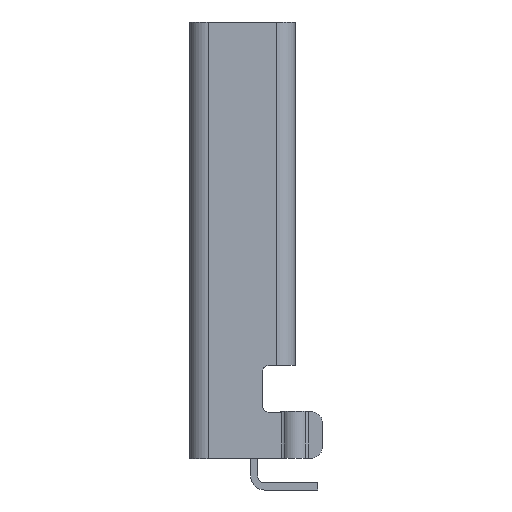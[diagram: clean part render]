
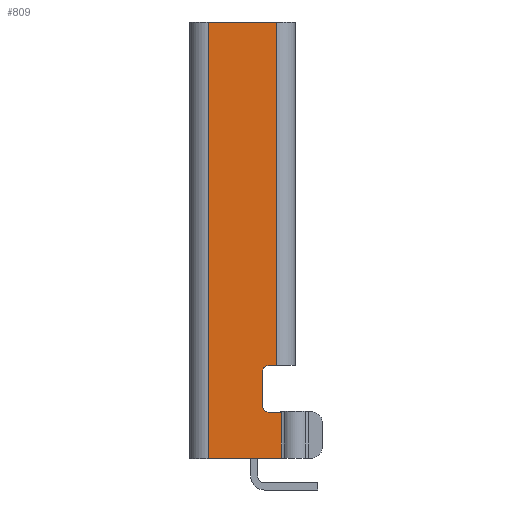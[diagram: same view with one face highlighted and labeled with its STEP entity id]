
A CAD part, left-side view. The second image highlights one B-rep face of the part: STEP entity #809.
In plain terms, the highlighted planar face has unit normal (-1, 0, 0).
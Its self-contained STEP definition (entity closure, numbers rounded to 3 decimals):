
#153 = VERTEX_POINT ( 'NONE', #3888 ) ;
#168 = EDGE_CURVE ( 'NONE', #186, #153, #3909, .T. ) ;
#186 = VERTEX_POINT ( 'NONE', #3961 ) ;
#611 = VERTEX_POINT ( 'NONE', #5163 ) ;
#696 = EDGE_CURVE ( 'NONE', #697, #611, #5370, .T. ) ;
#697 = VERTEX_POINT ( 'NONE', #5366 ) ;
#750 = VERTEX_POINT ( 'NONE', #5421 ) ;
#752 = EDGE_CURVE ( 'NONE', #753, #750, #5420, .T. ) ;
#753 = VERTEX_POINT ( 'NONE', #5416 ) ;
#793 = ORIENTED_EDGE ( 'NONE', *, *, #794, .T. ) ;
#794 = EDGE_CURVE ( 'NONE', #881, #795, #5528, .T. ) ;
#795 = VERTEX_POINT ( 'NONE', #5524 ) ;
#796 = ORIENTED_EDGE ( 'NONE', *, *, #797, .T. ) ;
#797 = EDGE_CURVE ( 'NONE', #795, #798, #5523, .T. ) ;
#798 = VERTEX_POINT ( 'NONE', #5519 ) ;
#799 = ORIENTED_EDGE ( 'NONE', *, *, #800, .F. ) ;
#800 = EDGE_CURVE ( 'NONE', #801, #798, #5518, .T. ) ;
#801 = VERTEX_POINT ( 'NONE', #5514 ) ;
#802 = ORIENTED_EDGE ( 'NONE', *, *, #865, .T. ) ;
#809 = ADVANCED_FACE ( 'NONE', ( #5508 ), #5552, .F. ) ;
#810 = EDGE_LOOP ( 'NONE', ( #811, #812, #879, #793, #796, #799, #802, #867, #869, #870, #873, #875, #876, #851 ) ) ;
#811 = ORIENTED_EDGE ( 'NONE', *, *, #752, .T. ) ;
#812 = ORIENTED_EDGE ( 'NONE', *, *, #813, .F. ) ;
#813 = EDGE_CURVE ( 'NONE', #878, #750, #5547, .T. ) ;
#850 = VERTEX_POINT ( 'NONE', #5585 ) ;
#851 = ORIENTED_EDGE ( 'NONE', *, *, #852, .T. ) ;
#852 = EDGE_CURVE ( 'NONE', #850, #753, #5642, .T. ) ;
#865 = EDGE_CURVE ( 'NONE', #801, #866, #5659, .T. ) ;
#866 = VERTEX_POINT ( 'NONE', #5655 ) ;
#867 = ORIENTED_EDGE ( 'NONE', *, *, #868, .T. ) ;
#868 = EDGE_CURVE ( 'NONE', #866, #153, #5654, .T. ) ;
#869 = ORIENTED_EDGE ( 'NONE', *, *, #168, .F. ) ;
#870 = ORIENTED_EDGE ( 'NONE', *, *, #871, .T. ) ;
#871 = EDGE_CURVE ( 'NONE', #186, #872, #5649, .T. ) ;
#872 = VERTEX_POINT ( 'NONE', #5644 ) ;
#873 = ORIENTED_EDGE ( 'NONE', *, *, #874, .F. ) ;
#874 = EDGE_CURVE ( 'NONE', #697, #872, #5705, .T. ) ;
#875 = ORIENTED_EDGE ( 'NONE', *, *, #696, .T. ) ;
#876 = ORIENTED_EDGE ( 'NONE', *, *, #877, .F. ) ;
#877 = EDGE_CURVE ( 'NONE', #850, #611, #5701, .T. ) ;
#878 = VERTEX_POINT ( 'NONE', #5697 ) ;
#879 = ORIENTED_EDGE ( 'NONE', *, *, #880, .F. ) ;
#880 = EDGE_CURVE ( 'NONE', #881, #878, #5696, .T. ) ;
#881 = VERTEX_POINT ( 'NONE', #5692 ) ;
#3888 = CARTESIAN_POINT ( 'NONE',  ( -6., 1.4, -7.05 ) ) ;
#3906 = DIRECTION ( 'NONE',  ( 0., 0., -1. ) ) ;
#3907 = VECTOR ( 'NONE', #3906, 1000. ) ;
#3908 = CARTESIAN_POINT ( 'NONE',  ( -6., 1.4, -5.35 ) ) ;
#3909 = LINE ( 'NONE', #3908, #3907 ) ;
#3961 = CARTESIAN_POINT ( 'NONE',  ( -6., 1.4, -5.65 ) ) ;
#5163 = CARTESIAN_POINT ( 'NONE',  ( -6., 0.8, 9.35 ) ) ;
#5366 = CARTESIAN_POINT ( 'NONE',  ( -6., 0.8, -5.35 ) ) ;
#5367 = DIRECTION ( 'NONE',  ( 0., 0., 1. ) ) ;
#5368 = VECTOR ( 'NONE', #5367, 1000. ) ;
#5369 = CARTESIAN_POINT ( 'NONE',  ( -6., 0.8, -9.35 ) ) ;
#5370 = LINE ( 'NONE', #5369, #5368 ) ;
#5416 = CARTESIAN_POINT ( 'NONE',  ( -6., 3.72, -9.35 ) ) ;
#5417 = DIRECTION ( 'NONE',  ( 0., -1., 0. ) ) ;
#5418 = VECTOR ( 'NONE', #5417, 1000. ) ;
#5419 = CARTESIAN_POINT ( 'NONE',  ( -6., 4.52, -9.35 ) ) ;
#5420 = LINE ( 'NONE', #5419, #5418 ) ;
#5421 = CARTESIAN_POINT ( 'NONE',  ( -6., 0.62, -9.35 ) ) ;
#5508 = FACE_OUTER_BOUND ( 'NONE', #810, .T. ) ;
#5514 = CARTESIAN_POINT ( 'NONE',  ( -6., 0.62, -7.35 ) ) ;
#5515 = DIRECTION ( 'NONE',  ( 0., 0., 1. ) ) ;
#5516 = VECTOR ( 'NONE', #5515, 1000. ) ;
#5517 = CARTESIAN_POINT ( 'NONE',  ( -6., 0.62, -9.32 ) ) ;
#5518 = LINE ( 'NONE', #5517, #5516 ) ;
#5519 = CARTESIAN_POINT ( 'NONE',  ( -6., 0.62, -7.32 ) ) ;
#5520 = DIRECTION ( 'NONE',  ( 0., 1., 0. ) ) ;
#5521 = VECTOR ( 'NONE', #5520, 1000. ) ;
#5522 = CARTESIAN_POINT ( 'NONE',  ( -6., 0.582, -7.32 ) ) ;
#5523 = LINE ( 'NONE', #5522, #5521 ) ;
#5524 = CARTESIAN_POINT ( 'NONE',  ( -6., 0.582, -7.32 ) ) ;
#5525 = DIRECTION ( 'NONE',  ( 0., 0., 1. ) ) ;
#5526 = VECTOR ( 'NONE', #5525, 1000. ) ;
#5527 = CARTESIAN_POINT ( 'NONE',  ( -6., 0.582, -9.32 ) ) ;
#5528 = LINE ( 'NONE', #5527, #5526 ) ;
#5544 = DIRECTION ( 'NONE',  ( 0., 0., -1. ) ) ;
#5545 = VECTOR ( 'NONE', #5544, 1000. ) ;
#5546 = CARTESIAN_POINT ( 'NONE',  ( -6., 0.62, -7.35 ) ) ;
#5547 = LINE ( 'NONE', #5546, #5545 ) ;
#5548 = DIRECTION ( 'NONE',  ( 0., 0., -1. ) ) ;
#5549 = DIRECTION ( 'NONE',  ( 1., 0., 0. ) ) ;
#5550 = CARTESIAN_POINT ( 'NONE',  ( -6., 4.52, -9.35 ) ) ;
#5551 = AXIS2_PLACEMENT_3D ( 'NONE', #5550, #5549, #5548 ) ;
#5552 = PLANE ( 'NONE',  #5551 ) ;
#5585 = CARTESIAN_POINT ( 'NONE',  ( -6., 3.72, 9.35 ) ) ;
#5639 = DIRECTION ( 'NONE',  ( 0., 0., -1. ) ) ;
#5640 = VECTOR ( 'NONE', #5639, 1000. ) ;
#5641 = CARTESIAN_POINT ( 'NONE',  ( -6., 3.72, -9.35 ) ) ;
#5642 = LINE ( 'NONE', #5641, #5640 ) ;
#5644 = CARTESIAN_POINT ( 'NONE',  ( -6., 1.1, -5.35 ) ) ;
#5645 = DIRECTION ( 'NONE',  ( 0., 0., -1. ) ) ;
#5646 = DIRECTION ( 'NONE',  ( 1., 0., 0. ) ) ;
#5647 = CARTESIAN_POINT ( 'NONE',  ( -6., 1.1, -5.65 ) ) ;
#5648 = AXIS2_PLACEMENT_3D ( 'NONE', #5647, #5646, #5645 ) ;
#5649 = CIRCLE ( 'NONE', #5648, 0.3 ) ;
#5650 = DIRECTION ( 'NONE',  ( 0., 0., -1. ) ) ;
#5651 = DIRECTION ( 'NONE',  ( 1., 0., 0. ) ) ;
#5652 = CARTESIAN_POINT ( 'NONE',  ( -6., 1.1, -7.05 ) ) ;
#5653 = AXIS2_PLACEMENT_3D ( 'NONE', #5652, #5651, #5650 ) ;
#5654 = CIRCLE ( 'NONE', #5653, 0.3 ) ;
#5655 = CARTESIAN_POINT ( 'NONE',  ( -6., 1.1, -7.35 ) ) ;
#5656 = DIRECTION ( 'NONE',  ( 0., 1., 0. ) ) ;
#5657 = VECTOR ( 'NONE', #5656, 1000. ) ;
#5658 = CARTESIAN_POINT ( 'NONE',  ( -6., 0.62, -7.35 ) ) ;
#5659 = LINE ( 'NONE', #5658, #5657 ) ;
#5692 = CARTESIAN_POINT ( 'NONE',  ( -6., 0.582, -9.32 ) ) ;
#5693 = DIRECTION ( 'NONE',  ( 0., 1., 0. ) ) ;
#5694 = VECTOR ( 'NONE', #5693, 1000. ) ;
#5695 = CARTESIAN_POINT ( 'NONE',  ( -6., 0.582, -9.32 ) ) ;
#5696 = LINE ( 'NONE', #5695, #5694 ) ;
#5697 = CARTESIAN_POINT ( 'NONE',  ( -6., 0.62, -9.32 ) ) ;
#5698 = DIRECTION ( 'NONE',  ( 0., -1., 0. ) ) ;
#5699 = VECTOR ( 'NONE', #5698, 1000. ) ;
#5700 = CARTESIAN_POINT ( 'NONE',  ( -6., 4.52, 9.35 ) ) ;
#5701 = LINE ( 'NONE', #5700, #5699 ) ;
#5702 = DIRECTION ( 'NONE',  ( 0., 1., 0. ) ) ;
#5703 = VECTOR ( 'NONE', #5702, 1000. ) ;
#5704 = CARTESIAN_POINT ( 'NONE',  ( -6., 1.4, -5.35 ) ) ;
#5705 = LINE ( 'NONE', #5704, #5703 ) ;
